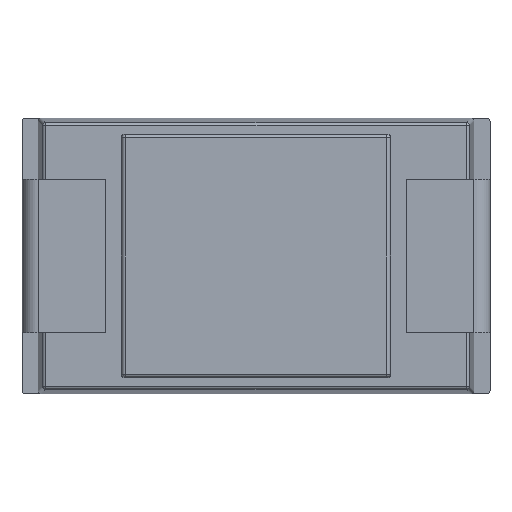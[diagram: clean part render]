
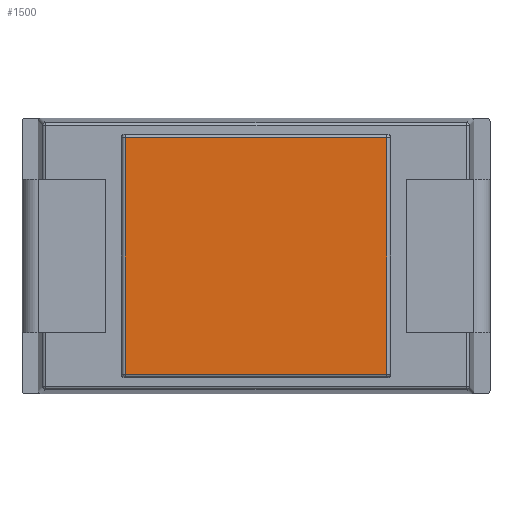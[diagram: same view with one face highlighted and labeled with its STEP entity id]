
A CAD part, front view. The second image highlights one B-rep face of the part: STEP entity #1500.
In plain terms, the highlighted planar face has unit normal (0, -1, 0).
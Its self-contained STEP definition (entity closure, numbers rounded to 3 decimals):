
#74 = VECTOR ( 'NONE', #261, 1000. ) ;
#150 = ORIENTED_EDGE ( 'NONE', *, *, #842, .T. ) ;
#154 = ORIENTED_EDGE ( 'NONE', *, *, #2261, .T. ) ;
#159 = ORIENTED_EDGE ( 'NONE', *, *, #671, .T. ) ;
#174 = FACE_OUTER_BOUND ( 'NONE', #1261, .T. ) ;
#196 = ORIENTED_EDGE ( 'NONE', *, *, #798, .T. ) ;
#261 = DIRECTION ( 'NONE',  ( 1., 0., 0. ) ) ;
#349 = CARTESIAN_POINT ( 'NONE',  ( 2.041, 0., 1.841 ) ) ;
#401 = VERTEX_POINT ( 'NONE', #407 ) ;
#407 = CARTESIAN_POINT ( 'NONE',  ( -2.041, 0., -1.841 ) ) ;
#519 = VERTEX_POINT ( 'NONE', #564 ) ;
#564 = CARTESIAN_POINT ( 'NONE',  ( -2.041, 0., 1.841 ) ) ;
#666 = CARTESIAN_POINT ( 'NONE',  ( 0., 0., 1.841 ) ) ;
#671 = EDGE_CURVE ( 'NONE', #2444, #1735, #1304, .T. ) ;
#798 = EDGE_CURVE ( 'NONE', #1735, #519, #1007, .T. ) ;
#835 = DIRECTION ( 'NONE',  ( -1., 0., 0. ) ) ;
#842 = EDGE_CURVE ( 'NONE', #519, #401, #1299, .T. ) ;
#964 = VECTOR ( 'NONE', #2341, 1000. ) ;
#995 = VECTOR ( 'NONE', #835, 1000. ) ;
#1007 = LINE ( 'NONE', #666, #995 ) ;
#1244 = VECTOR ( 'NONE', #1628, 1000. ) ;
#1261 = EDGE_LOOP ( 'NONE', ( #150, #154, #159, #196 ) ) ;
#1289 = AXIS2_PLACEMENT_3D ( 'NONE', #2464, #2061, #1305 ) ;
#1299 = LINE ( 'NONE', #2161, #964 ) ;
#1304 = LINE ( 'NONE', #1986, #1244 ) ;
#1305 = DIRECTION ( 'NONE',  ( 0., 0., 1. ) ) ;
#1415 = CARTESIAN_POINT ( 'NONE',  ( 0., 0., -1.841 ) ) ;
#1441 = LINE ( 'NONE', #1415, #74 ) ;
#1500 = ADVANCED_FACE ( 'NONE', ( #174 ), #1705, .F. ) ;
#1628 = DIRECTION ( 'NONE',  ( 0., 0., 1. ) ) ;
#1705 = PLANE ( 'NONE',  #1289 ) ;
#1735 = VERTEX_POINT ( 'NONE', #349 ) ;
#1986 = CARTESIAN_POINT ( 'NONE',  ( 2.041, 0., 0. ) ) ;
#2061 = DIRECTION ( 'NONE',  ( 0., 1., 0. ) ) ;
#2069 = CARTESIAN_POINT ( 'NONE',  ( 2.041, 0., -1.841 ) ) ;
#2161 = CARTESIAN_POINT ( 'NONE',  ( -2.041, 0., 0. ) ) ;
#2261 = EDGE_CURVE ( 'NONE', #401, #2444, #1441, .T. ) ;
#2341 = DIRECTION ( 'NONE',  ( 0., 0., -1. ) ) ;
#2444 = VERTEX_POINT ( 'NONE', #2069 ) ;
#2464 = CARTESIAN_POINT ( 'NONE',  ( 0., 0., 0. ) ) ;
